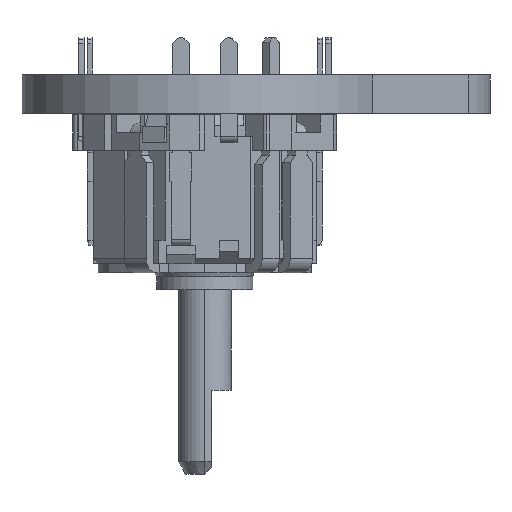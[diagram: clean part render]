
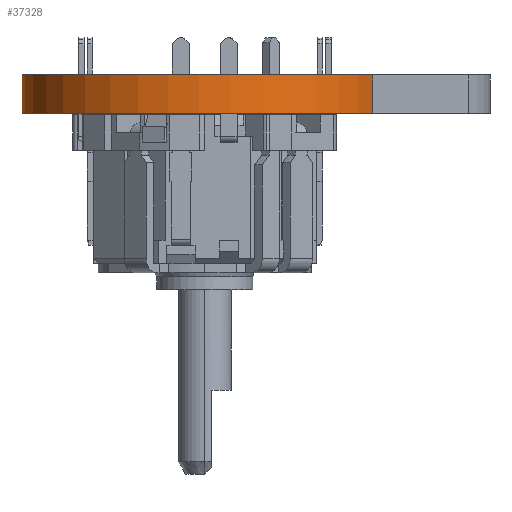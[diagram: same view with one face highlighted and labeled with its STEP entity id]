
A CAD part, left-side view. The second image highlights one B-rep face of the part: STEP entity #37328.
In plain terms, the highlighted cylindrical face has radius 7.62 mm (diameter 15.24 mm), a partial arc.
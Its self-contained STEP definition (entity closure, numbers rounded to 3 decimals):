
#37212 = EDGE_CURVE('',#37213,#37215,#37217,.T.);
#37213 = VERTEX_POINT('',#37214);
#37214 = CARTESIAN_POINT('',(-3.002,-7.004,0.));
#37215 = VERTEX_POINT('',#37216);
#37216 = CARTESIAN_POINT('',(-3.002,-7.004,1.6));
#37217 = SURFACE_CURVE('',#37218,(#37222,#37234),.PCURVE_S1.);
#37218 = LINE('',#37219,#37220);
#37219 = CARTESIAN_POINT('',(-3.002,-7.004,0.));
#37220 = VECTOR('',#37221,1.);
#37221 = DIRECTION('',(0.,0.,1.));
#37222 = PCURVE('',#37223,#37228);
#37223 = PLANE('',#37224);
#37224 = AXIS2_PLACEMENT_3D('',#37225,#37226,#37227);
#37225 = CARTESIAN_POINT('',(-3.002,-7.004,0.));
#37226 = DIRECTION('',(0.664,0.748,0.));
#37227 = DIRECTION('',(0.748,-0.664,0.));
#37228 = DEFINITIONAL_REPRESENTATION('',(#37229),#37233);
#37229 = LINE('',#37230,#37231);
#37230 = CARTESIAN_POINT('',(0.,0.));
#37231 = VECTOR('',#37232,1.);
#37232 = DIRECTION('',(0.,-1.));
#37233 = ( GEOMETRIC_REPRESENTATION_CONTEXT(2) 
PARAMETRIC_REPRESENTATION_CONTEXT() REPRESENTATION_CONTEXT('2D SPACE',''
  ) );
#37234 = PCURVE('',#37235,#37240);
#37235 = CYLINDRICAL_SURFACE('',#37236,7.62);
#37236 = AXIS2_PLACEMENT_3D('',#37237,#37238,#37239);
#37237 = CARTESIAN_POINT('',(0.,0.,0.));
#37238 = DIRECTION('',(0.,0.,-1.));
#37239 = DIRECTION('',(1.,0.,0.));
#37240 = DEFINITIONAL_REPRESENTATION('',(#37241),#37245);
#37241 = LINE('',#37242,#37243);
#37242 = CARTESIAN_POINT('',(-4.307,0.));
#37243 = VECTOR('',#37244,1.);
#37244 = DIRECTION('',(0.,-1.));
#37245 = ( GEOMETRIC_REPRESENTATION_CONTEXT(2) 
PARAMETRIC_REPRESENTATION_CONTEXT() REPRESENTATION_CONTEXT('2D SPACE',''
  ) );
#37263 = PLANE('',#37264);
#37264 = AXIS2_PLACEMENT_3D('',#37265,#37266,#37267);
#37265 = CARTESIAN_POINT('',(2.525,-2.144,1.6));
#37266 = DIRECTION('',(0.,0.,1.));
#37267 = DIRECTION('',(1.,0.,0.));
#37317 = PLANE('',#37318);
#37318 = AXIS2_PLACEMENT_3D('',#37319,#37320,#37321);
#37319 = CARTESIAN_POINT('',(2.525,-2.144,0.));
#37320 = DIRECTION('',(0.,0.,1.));
#37321 = DIRECTION('',(1.,0.,0.));
#37328 = ADVANCED_FACE('',(#37329),#37235,.T.);
#37329 = FACE_BOUND('',#37330,.F.);
#37330 = EDGE_LOOP('',(#37331,#37361,#37383,#37384));
#37331 = ORIENTED_EDGE('',*,*,#37332,.T.);
#37332 = EDGE_CURVE('',#37333,#37335,#37337,.T.);
#37333 = VERTEX_POINT('',#37334);
#37334 = CARTESIAN_POINT('',(0.,7.62,0.)
  );
#37335 = VERTEX_POINT('',#37336);
#37336 = CARTESIAN_POINT('',(0.,7.62,1.6));
#37337 = SURFACE_CURVE('',#37338,(#37342,#37349),.PCURVE_S1.);
#37338 = LINE('',#37339,#37340);
#37339 = CARTESIAN_POINT('',(0.,7.62,0.)
  );
#37340 = VECTOR('',#37341,1.);
#37341 = DIRECTION('',(0.,0.,1.));
#37342 = PCURVE('',#37235,#37343);
#37343 = DEFINITIONAL_REPRESENTATION('',(#37344),#37348);
#37344 = LINE('',#37345,#37346);
#37345 = CARTESIAN_POINT('',(-1.571,0.));
#37346 = VECTOR('',#37347,1.);
#37347 = DIRECTION('',(0.,-1.));
#37348 = ( GEOMETRIC_REPRESENTATION_CONTEXT(2) 
PARAMETRIC_REPRESENTATION_CONTEXT() REPRESENTATION_CONTEXT('2D SPACE',''
  ) );
#37349 = PCURVE('',#37350,#37355);
#37350 = CYLINDRICAL_SURFACE('',#37351,7.632);
#37351 = AXIS2_PLACEMENT_3D('',#37352,#37353,#37354);
#37352 = CARTESIAN_POINT('',(0.01,-0.012,
    0.));
#37353 = DIRECTION('',(0.,0.,-1.));
#37354 = DIRECTION('',(1.,0.,0.));
#37355 = DEFINITIONAL_REPRESENTATION('',(#37356),#37360);
#37356 = LINE('',#37357,#37358);
#37357 = CARTESIAN_POINT('',(-1.572,0.));
#37358 = VECTOR('',#37359,1.);
#37359 = DIRECTION('',(0.,-1.));
#37360 = ( GEOMETRIC_REPRESENTATION_CONTEXT(2) 
PARAMETRIC_REPRESENTATION_CONTEXT() REPRESENTATION_CONTEXT('2D SPACE',''
  ) );
#37361 = ORIENTED_EDGE('',*,*,#37362,.T.);
#37362 = EDGE_CURVE('',#37335,#37215,#37363,.T.);
#37363 = SURFACE_CURVE('',#37364,(#37369,#37376),.PCURVE_S1.);
#37364 = CIRCLE('',#37365,7.62);
#37365 = AXIS2_PLACEMENT_3D('',#37366,#37367,#37368);
#37366 = CARTESIAN_POINT('',(0.,0.,1.6));
#37367 = DIRECTION('',(0.,0.,1.));
#37368 = DIRECTION('',(1.,0.,0.));
#37369 = PCURVE('',#37235,#37370);
#37370 = DEFINITIONAL_REPRESENTATION('',(#37371),#37375);
#37371 = LINE('',#37372,#37373);
#37372 = CARTESIAN_POINT('',(0.,-1.6));
#37373 = VECTOR('',#37374,1.);
#37374 = DIRECTION('',(-1.,0.));
#37375 = ( GEOMETRIC_REPRESENTATION_CONTEXT(2) 
PARAMETRIC_REPRESENTATION_CONTEXT() REPRESENTATION_CONTEXT('2D SPACE',''
  ) );
#37376 = PCURVE('',#37263,#37377);
#37377 = DEFINITIONAL_REPRESENTATION('',(#37378),#37382);
#37378 = CIRCLE('',#37379,7.62);
#37379 = AXIS2_PLACEMENT_2D('',#37380,#37381);
#37380 = CARTESIAN_POINT('',(-2.525,2.144));
#37381 = DIRECTION('',(1.,0.));
#37382 = ( GEOMETRIC_REPRESENTATION_CONTEXT(2) 
PARAMETRIC_REPRESENTATION_CONTEXT() REPRESENTATION_CONTEXT('2D SPACE',''
  ) );
#37383 = ORIENTED_EDGE('',*,*,#37212,.F.);
#37384 = ORIENTED_EDGE('',*,*,#37385,.F.);
#37385 = EDGE_CURVE('',#37333,#37213,#37386,.T.);
#37386 = SURFACE_CURVE('',#37387,(#37392,#37399),.PCURVE_S1.);
#37387 = CIRCLE('',#37388,7.62);
#37388 = AXIS2_PLACEMENT_3D('',#37389,#37390,#37391);
#37389 = CARTESIAN_POINT('',(0.,0.,0.));
#37390 = DIRECTION('',(0.,0.,1.));
#37391 = DIRECTION('',(1.,0.,0.));
#37392 = PCURVE('',#37235,#37393);
#37393 = DEFINITIONAL_REPRESENTATION('',(#37394),#37398);
#37394 = LINE('',#37395,#37396);
#37395 = CARTESIAN_POINT('',(0.,0.));
#37396 = VECTOR('',#37397,1.);
#37397 = DIRECTION('',(-1.,0.));
#37398 = ( GEOMETRIC_REPRESENTATION_CONTEXT(2) 
PARAMETRIC_REPRESENTATION_CONTEXT() REPRESENTATION_CONTEXT('2D SPACE',''
  ) );
#37399 = PCURVE('',#37317,#37400);
#37400 = DEFINITIONAL_REPRESENTATION('',(#37401),#37405);
#37401 = CIRCLE('',#37402,7.62);
#37402 = AXIS2_PLACEMENT_2D('',#37403,#37404);
#37403 = CARTESIAN_POINT('',(-2.525,2.144));
#37404 = DIRECTION('',(1.,0.));
#37405 = ( GEOMETRIC_REPRESENTATION_CONTEXT(2) 
PARAMETRIC_REPRESENTATION_CONTEXT() REPRESENTATION_CONTEXT('2D SPACE',''
  ) );
